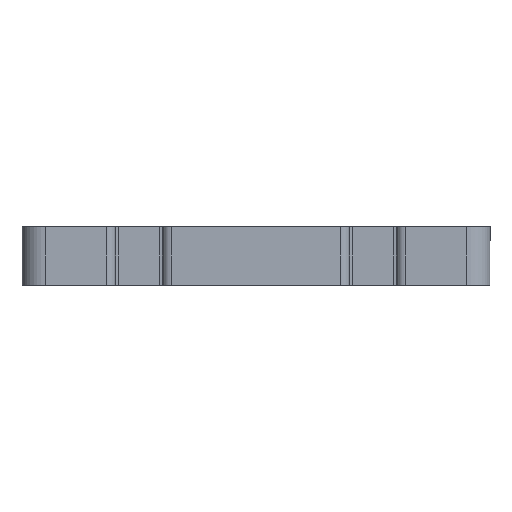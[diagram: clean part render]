
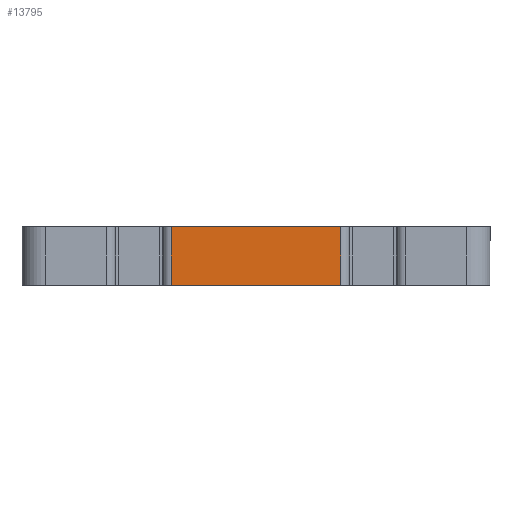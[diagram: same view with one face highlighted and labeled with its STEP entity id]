
A CAD part, left-side view. The second image highlights one B-rep face of the part: STEP entity #13795.
In plain terms, the highlighted planar face has unit normal (-1, 0, 0).
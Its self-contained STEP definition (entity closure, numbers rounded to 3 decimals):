
#2287=CARTESIAN_POINT('',(-60.,-14.5,0.0));
#2288=VERTEX_POINT('',#2287);
#2297=CARTESIAN_POINT('',(-60.,-14.5,10.0));
#2298=VERTEX_POINT('',#2297);
#2306=CARTESIAN_POINT('',(-60.,-14.5,0.0));
#2307=DIRECTION('',(0.0,0.0,1.0));
#2308=VECTOR('',#2307,10.0);
#2309=LINE('',#2306,#2308);
#2310=EDGE_CURVE('',#2288,#2298,#2309,.T.);
#3578=CARTESIAN_POINT('',(-60.,14.5,0.0));
#3579=VERTEX_POINT('',#3578);
#3587=CARTESIAN_POINT('',(-60.,14.5,10.0));
#3588=VERTEX_POINT('',#3587);
#3589=CARTESIAN_POINT('',(-60.,14.5,0.0));
#3590=DIRECTION('',(0.0,0.0,1.0));
#3591=VECTOR('',#3590,10.0);
#3592=LINE('',#3589,#3591);
#3593=EDGE_CURVE('',#3579,#3588,#3592,.T.);
#13774=CARTESIAN_POINT('',(-60.,-40.0,0.0));
#13775=DIRECTION('',(-1.0,0.0,0.0));
#13776=DIRECTION('',(0.0,0.0,1.0));
#13777=AXIS2_PLACEMENT_3D('',#13774,#13775,#13776);
#13778=PLANE('',#13777);
#13779=ORIENTED_EDGE('',*,*,#2310,.T.);
#13780=CARTESIAN_POINT('',(-60.,-14.5,10.0));
#13781=DIRECTION('',(0.0,1.0,0.0));
#13782=VECTOR('',#13781,29.0);
#13783=LINE('',#13780,#13782);
#13784=EDGE_CURVE('',#2298,#3588,#13783,.T.);
#13785=ORIENTED_EDGE('',*,*,#13784,.T.);
#13786=ORIENTED_EDGE('',*,*,#3593,.F.);
#13787=CARTESIAN_POINT('',(-60.,-14.5,0.0));
#13788=DIRECTION('',(0.0,1.0,0.0));
#13789=VECTOR('',#13788,29.0);
#13790=LINE('',#13787,#13789);
#13791=EDGE_CURVE('',#2288,#3579,#13790,.T.);
#13792=ORIENTED_EDGE('',*,*,#13791,.F.);
#13793=EDGE_LOOP('',(#13779,#13785,#13786,#13792));
#13794=FACE_OUTER_BOUND('',#13793,.T.);
#13795=ADVANCED_FACE('',(#13794),#13778,.T.);
